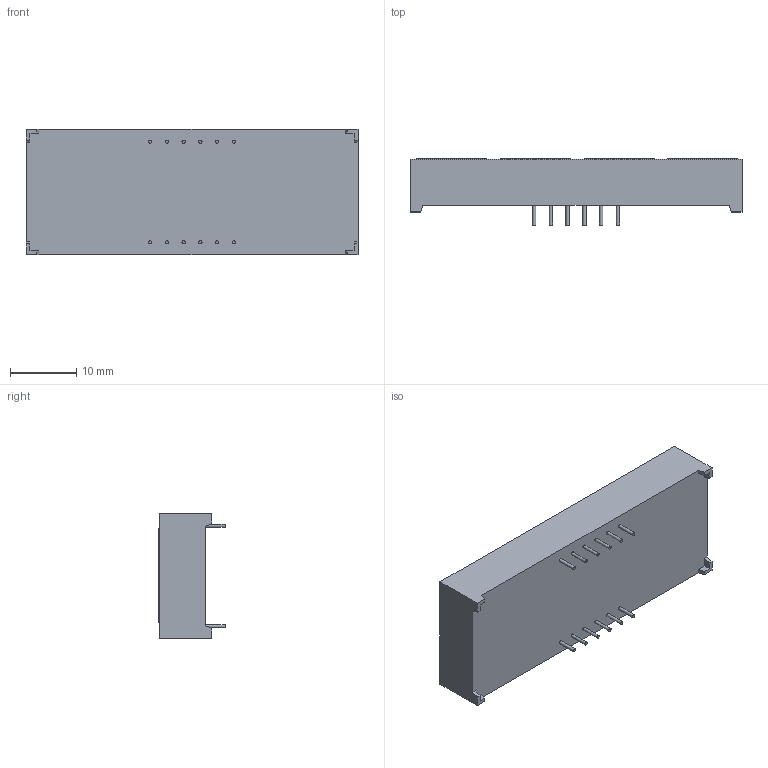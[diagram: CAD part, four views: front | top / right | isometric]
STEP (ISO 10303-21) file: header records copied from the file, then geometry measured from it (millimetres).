
FILE_DESCRIPTION(/* description */ (''),/* implementation_level */ '2;1');
FILE_NAME(/* name */ '7-Segment Display 4-Digit (5641).step',/* time_stamp */ '2019-02-21T23:28:43+11:00',/* author */ ('austfox'),/* organization */ (''),/* preprocessor_version */ 'ST-DEVELOPER v17.2',/* originating_system */ 'Autodesk Translation Framework v7.6.0.251',/* authorisation */ '');
FILE_SCHEMA (('AUTOMOTIVE_DESIGN { 1 0 10303 214 3 1 1 }'));
Length unit declared in the file: millimetre
Products named in the file (1): 7-Segment Display 4-Digit (5641)
Bounding box: 50.3 x 10.05 x 19 mm (x, y, z)
Volume: 6715.9 mm3; surface area: 3456.2 mm2
Topology: 33 solids, 33 shells, 270 faces, 576 edges, 384 vertices
Faces by surface type: plane 238, cylinder 32
Full cylindrical faces by diameter (mm): 0.5 x12, 1.8 x4
Entity records: 7227 total; most frequent: CARTESIAN_POINT 1231, DIRECTION 1182, ORIENTED_EDGE 1152, EDGE_CURVE 576, LINE 512, VECTOR 512, VERTEX_POINT 384, AXIS2_PLACEMENT_3D 335
